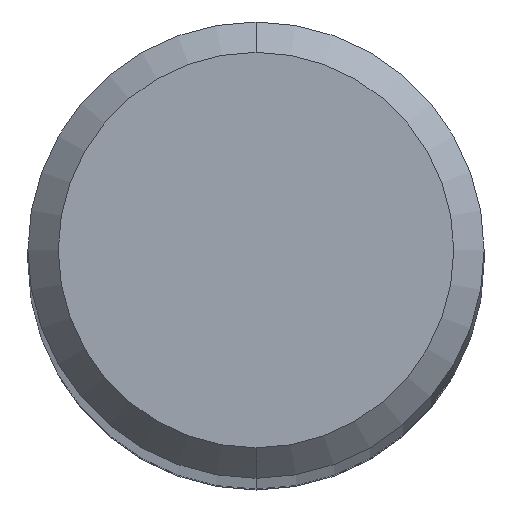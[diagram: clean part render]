
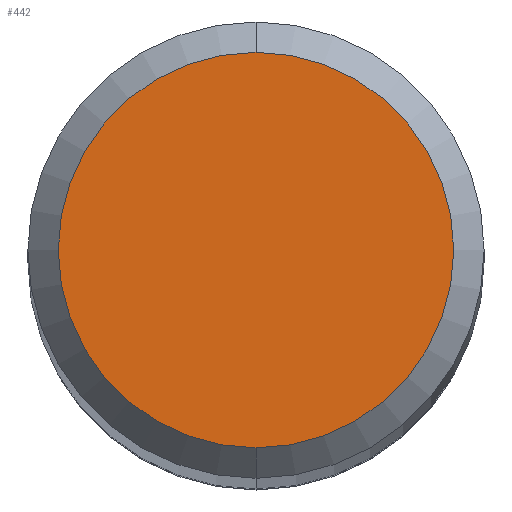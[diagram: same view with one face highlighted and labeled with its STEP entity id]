
A CAD part, top view. The second image highlights one B-rep face of the part: STEP entity #442.
In plain terms, the highlighted planar face has unit normal (0, 0, 1).
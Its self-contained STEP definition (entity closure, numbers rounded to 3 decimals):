
#210=VERTEX_POINT('',#575);
#336=EDGE_CURVE('',#210,#526,#718,.T.);
#442=ADVANCED_FACE('',(#839),#840,.T.);
#452=EDGE_CURVE('',#526,#210,#850,.T.);
#526=VERTEX_POINT('',#929);
#575=CARTESIAN_POINT('',(0.0,2.6,0.0));
#718=CIRCLE('',#1244,2.6);
#839=FACE_OUTER_BOUND('',#1490,.T.);
#840=PLANE('',#1491);
#850=CIRCLE('',#1529,2.6);
#929=CARTESIAN_POINT('',(0.,-2.6,0.0));
#1244=AXIS2_PLACEMENT_3D('',#1869,#1870,#1871);
#1490=EDGE_LOOP('',(#2023,#2024));
#1491=AXIS2_PLACEMENT_3D('',#2025,#2026,#2027);
#1529=AXIS2_PLACEMENT_3D('',#2028,#2029,#2030);
#1869=CARTESIAN_POINT('',(0.0,0.0,0.0));
#1870=DIRECTION('',(0.0,0.0,-1.0));
#1871=DIRECTION('',(0.0,1.0,0.0));
#2023=ORIENTED_EDGE('',*,*,#336,.F.);
#2024=ORIENTED_EDGE('',*,*,#452,.F.);
#2025=CARTESIAN_POINT('',(0.0,1.3,0.0));
#2026=DIRECTION('',(-0.0,0.0,1.0));
#2027=DIRECTION('',(0.0,-1.0,0.0));
#2028=CARTESIAN_POINT('',(0.0,0.0,0.0));
#2029=DIRECTION('',(0.0,0.0,-1.0));
#2030=DIRECTION('',(0.0,1.0,0.0));
